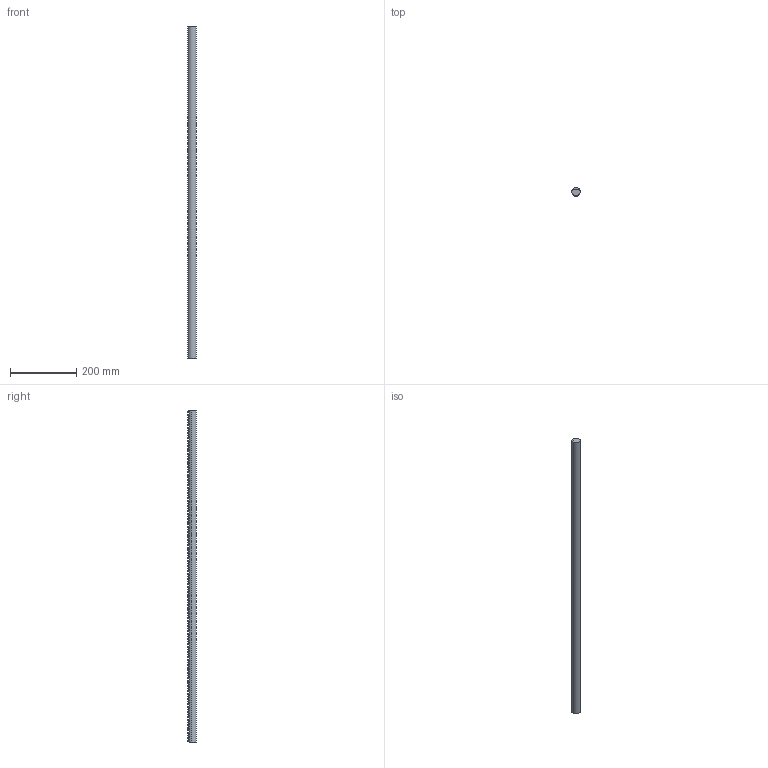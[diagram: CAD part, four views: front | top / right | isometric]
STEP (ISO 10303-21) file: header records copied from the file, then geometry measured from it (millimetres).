
FILE_DESCRIPTION(('STEP AP214'),'1');
FILE_NAME('141-025-100.stp','2017-10-09T10:43:45',('TraceParts'),('TraceParts S.A.'),'Spatial InterOp 3D',' ',' ');
FILE_SCHEMA(('automotive_design'));
Length unit declared in the file: millimetre
Products named in the file (1): 141-025-100
Bounding box: 25 x 24.75 x 1000 mm (x, y, z)
Volume: 452511.4 mm3; surface area: 93224.4 mm2
Topology: 1 solids, 1 shells, 515 faces, 1539 edges, 1026 vertices
Faces by surface type: plane 512, cylinder 3
Entity records: 21104 total; most frequent: CARTESIAN_POINT 4611, ORIENTED_EDGE 3078, DIRECTION 2067, EDGE_CURVE 1539, VERTEX_POINT 1026, LINE 1023, VECTOR 1023, AXIS2_PLACEMENT_3D 522
